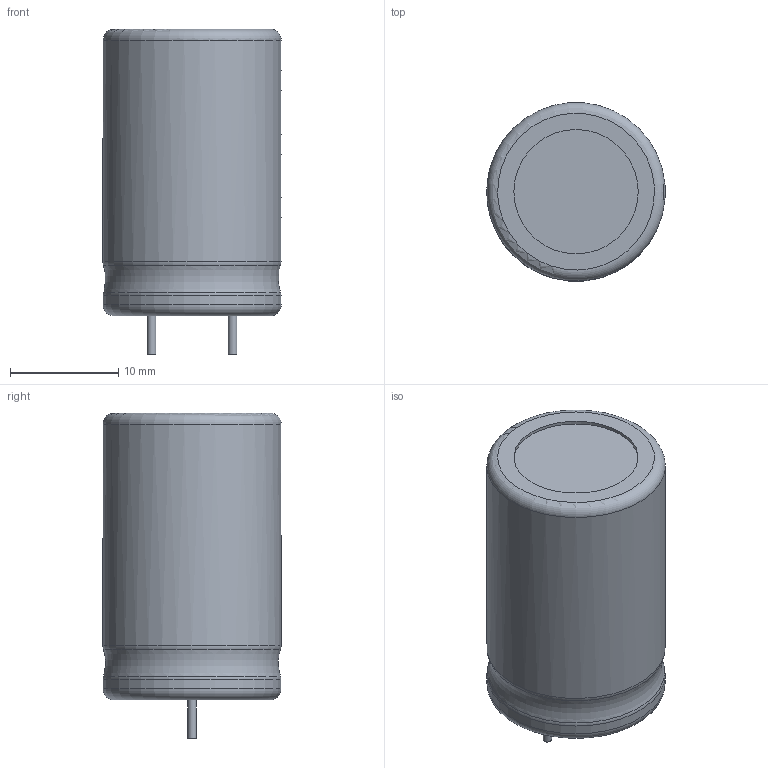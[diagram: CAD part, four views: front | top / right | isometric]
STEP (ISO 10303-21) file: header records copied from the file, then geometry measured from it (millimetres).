
FILE_DESCRIPTION(/* description */ (''),/* implementation_level */ '2;1');
FILE_NAME(/* name */ 'CAPPR750-1650X2650.stp',/* time_stamp */ '2016-12-19T12:20:38+01:00',/* author */ ('jchouvet'),/* organization */ (''),/* preprocessor_version */ 'ST-DEVELOPER v16.1',/* originating_system */ 'AutoCAD Mechanical',/* authorisation */ '');
FILE_SCHEMA (('AUTOMOTIVE_DESIGN { 1 0 10303 214 3 1 1 }'));
Length unit declared in the file: millimetre
Products named in the file (1): Product
Bounding box: 16.5 x 16.49 x 30.1 mm (x, y, z)
Volume: 5561.9 mm3; surface area: 2345.5 mm2
Topology: 10 solids, 10 shells, 83 faces, 176 edges, 115 vertices
Faces by surface type: plane 51, cylinder 23, torus 9
Full cylindrical faces by diameter (mm): 0.8 x2, 11.5 x1, 11.516 x3, 16.5 x1
Entity records: 2182 total; most frequent: DIRECTION 406, CARTESIAN_POINT 354, ORIENTED_EDGE 318, AXIS2_PLACEMENT_3D 163, EDGE_CURVE 159, VERTEX_POINT 111, EDGE_LOOP 98, FACE_OUTER_BOUND 83
